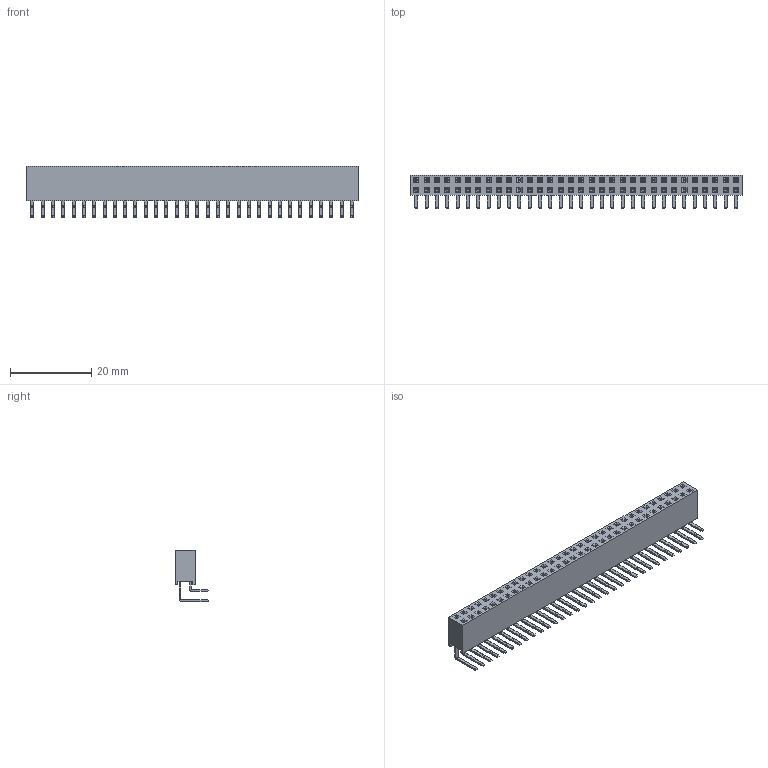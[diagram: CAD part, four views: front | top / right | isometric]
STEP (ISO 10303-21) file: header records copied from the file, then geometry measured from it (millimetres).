
FILE_DESCRIPTION(/* description */ ('Unknown'),/* implementation_level */ '2;1');
FILE_NAME(/* name */ '613064243121',/* time_stamp */ '2016-01-05T14:43:26+01:00',/* author */ ('Unknown'),/* organization */ ('Unknown'),/* preprocessor_version */ 'ST-DEVELOPER v16',/* originating_system */ 'DEX',/* authorisation */ $);
FILE_SCHEMA (('AUTOMOTIVE_DESIGN {1 0 10303 214 3 1 1}'));
Length unit declared in the file: millimetre
Products named in the file (4): 6130xx243121; 613064243121; 6130xx243121_PIN; 6130xx243121_PIN_G
Assembly tree (65 placements, depth 2):
  6130xx243121
    613064243121
    6130xx243121_PIN  x32
    6130xx243121_PIN_G  x32
Bounding box: 81.78 x 8.3 x 12.6 mm (x, y, z)
Volume: 3058.9 mm3; surface area: 7852.4 mm2
Topology: 65 solids, 65 shells, 3018 faces, 8152 edges, 5264 vertices
Faces by surface type: plane 2634, cylinder 256, bspline 128
Entity records: 34584 total; most frequent: CARTESIAN_POINT 6168, ORIENTED_EDGE 6012, DIRECTION 5330, EDGE_CURVE 3006, LINE 2982, VECTOR 2982, VERTEX_POINT 1916, EDGE_LOOP 1224
